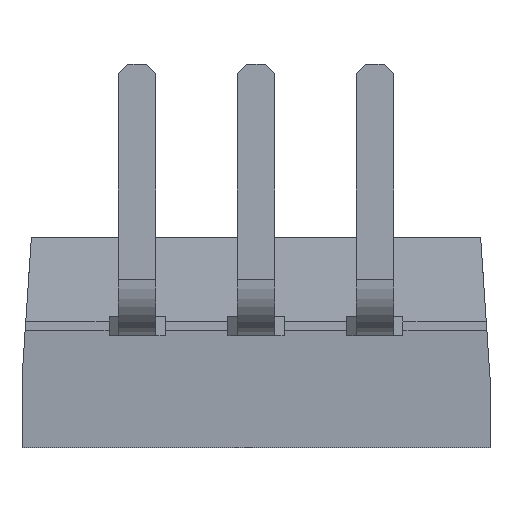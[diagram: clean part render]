
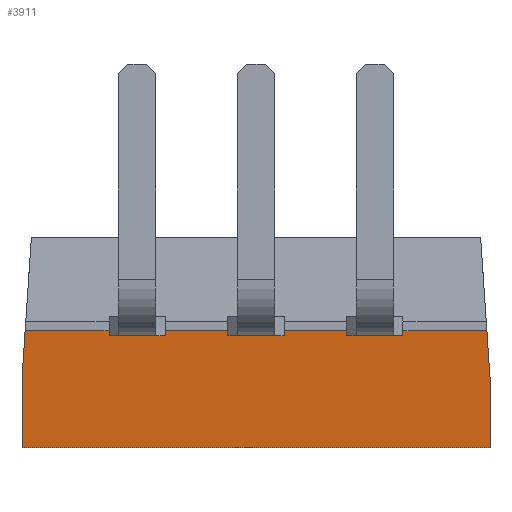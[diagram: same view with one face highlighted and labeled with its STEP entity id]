
A CAD part, front view. The second image highlights one B-rep face of the part: STEP entity #3911.
In plain terms, the highlighted planar face has unit normal (0, -0.997, -0.08).
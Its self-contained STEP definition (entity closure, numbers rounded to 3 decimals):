
#24 = VECTOR ( 'NONE', #2621, 1000. ) ;
#77 = VERTEX_POINT ( 'NONE', #1915 ) ;
#79 = DIRECTION ( 'NONE',  ( -1., 0., 0. ) ) ;
#133 = ORIENTED_EDGE ( 'NONE', *, *, #3192, .T. ) ;
#199 = VERTEX_POINT ( 'NONE', #2968 ) ;
#213 = LINE ( 'NONE', #1857, #3735 ) ;
#215 = VERTEX_POINT ( 'NONE', #2005 ) ;
#234 = ORIENTED_EDGE ( 'NONE', *, *, #3296, .T. ) ;
#240 = VECTOR ( 'NONE', #3803, 1000. ) ;
#256 = CARTESIAN_POINT ( 'NONE',  ( -5., -15.301, 2.5 ) ) ;
#265 = CARTESIAN_POINT ( 'NONE',  ( 1.94, -15.301, 2.5 ) ) ;
#289 = DIRECTION ( 'NONE',  ( 0., 0.08, -0.997 ) ) ;
#320 = CARTESIAN_POINT ( 'NONE',  ( -4.933, -15.301, 2.5 ) ) ;
#340 = ORIENTED_EDGE ( 'NONE', *, *, #2439, .T. ) ;
#348 = CARTESIAN_POINT ( 'NONE',  ( 1.94, -15.293, 2.4 ) ) ;
#364 = CARTESIAN_POINT ( 'NONE',  ( -5., -15.101, 0. ) ) ;
#391 = VECTOR ( 'NONE', #3220, 1000. ) ;
#402 = VERTEX_POINT ( 'NONE', #1565 ) ;
#405 = LINE ( 'NONE', #2458, #2535 ) ;
#552 = ORIENTED_EDGE ( 'NONE', *, *, #754, .T. ) ;
#562 = CARTESIAN_POINT ( 'NONE',  ( -0.6, -15.293, 2.4 ) ) ;
#563 = VERTEX_POINT ( 'NONE', #983 ) ;
#571 = VERTEX_POINT ( 'NONE', #265 ) ;
#597 = EDGE_CURVE ( 'NONE', #571, #2890, #895, .T. ) ;
#626 = LINE ( 'NONE', #3937, #1838 ) ;
#641 = EDGE_CURVE ( 'NONE', #2337, #77, #3023, .T. ) ;
#660 = CARTESIAN_POINT ( 'NONE',  ( -0.6, -15.293, 2.4 ) ) ;
#662 = ORIENTED_EDGE ( 'NONE', *, *, #1539, .T. ) ;
#754 = EDGE_CURVE ( 'NONE', #571, #2132, #3085, .T. ) ;
#819 = VERTEX_POINT ( 'NONE', #320 ) ;
#829 = EDGE_CURVE ( 'NONE', #2337, #904, #1285, .T. ) ;
#887 = LINE ( 'NONE', #256, #1341 ) ;
#895 = LINE ( 'NONE', #1583, #24 ) ;
#904 = VERTEX_POINT ( 'NONE', #2954 ) ;
#933 = VECTOR ( 'NONE', #289, 1000. ) ;
#965 = DIRECTION ( 'NONE',  ( 0., -0.997, -0.08 ) ) ;
#969 = LINE ( 'NONE', #1319, #1682 ) ;
#983 = CARTESIAN_POINT ( 'NONE',  ( 5., -15.101, 0. ) ) ;
#1030 = DIRECTION ( 'NONE',  ( -0.066, 0.08, -0.995 ) ) ;
#1145 = VECTOR ( 'NONE', #3582, 1000. ) ;
#1172 = EDGE_CURVE ( 'NONE', #563, #904, #2001, .T. ) ;
#1182 = CARTESIAN_POINT ( 'NONE',  ( -5., -15.101, 0. ) ) ;
#1203 = FACE_OUTER_BOUND ( 'NONE', #2699, .T. ) ;
#1224 = CARTESIAN_POINT ( 'NONE',  ( -5., -15.301, 2.5 ) ) ;
#1226 = ORIENTED_EDGE ( 'NONE', *, *, #597, .F. ) ;
#1245 = EDGE_CURVE ( 'NONE', #77, #199, #626, .T. ) ;
#1285 = LINE ( 'NONE', #3170, #3953 ) ;
#1302 = VERTEX_POINT ( 'NONE', #1400 ) ;
#1308 = LINE ( 'NONE', #660, #1145 ) ;
#1319 = CARTESIAN_POINT ( 'NONE',  ( 0.4, -15.293, 2.4 ) ) ;
#1341 = VECTOR ( 'NONE', #1917, 1000. ) ;
#1350 = VERTEX_POINT ( 'NONE', #3040 ) ;
#1391 = ORIENTED_EDGE ( 'NONE', *, *, #3994, .T. ) ;
#1400 = CARTESIAN_POINT ( 'NONE',  ( -1.94, -15.301, 2.5 ) ) ;
#1505 = VECTOR ( 'NONE', #79, 1000. ) ;
#1516 = LINE ( 'NONE', #1182, #2099 ) ;
#1539 = EDGE_CURVE ( 'NONE', #3035, #215, #1308, .T. ) ;
#1565 = CARTESIAN_POINT ( 'NONE',  ( 0.6, -15.293, 2.4 ) ) ;
#1569 = LINE ( 'NONE', #4173, #933 ) ;
#1583 = CARTESIAN_POINT ( 'NONE',  ( 1.94, -15.301, 2.5 ) ) ;
#1632 = ORIENTED_EDGE ( 'NONE', *, *, #3351, .T. ) ;
#1645 = ORIENTED_EDGE ( 'NONE', *, *, #641, .T. ) ;
#1661 = DIRECTION ( 'NONE',  ( 0., 0.08, -0.997 ) ) ;
#1666 = CARTESIAN_POINT ( 'NONE',  ( 5., -15.301, 2.5 ) ) ;
#1682 = VECTOR ( 'NONE', #2569, 1000. ) ;
#1698 = AXIS2_PLACEMENT_3D ( 'NONE', #1224, #965, #2880 ) ;
#1748 = CARTESIAN_POINT ( 'NONE',  ( -5., -15.301, 2.5 ) ) ;
#1795 = CARTESIAN_POINT ( 'NONE',  ( -5., -15.301, 2.5 ) ) ;
#1838 = VECTOR ( 'NONE', #1661, 1000. ) ;
#1857 = CARTESIAN_POINT ( 'NONE',  ( -1.94, -15.301, 2.5 ) ) ;
#1875 = ORIENTED_EDGE ( 'NONE', *, *, #1245, .T. ) ;
#1905 = CARTESIAN_POINT ( 'NONE',  ( 0.6, -15.301, 2.5 ) ) ;
#1915 = CARTESIAN_POINT ( 'NONE',  ( 3.14, -15.301, 2.5 ) ) ;
#1917 = DIRECTION ( 'NONE',  ( -1., 0., 0. ) ) ;
#1918 = EDGE_CURVE ( 'NONE', #3142, #3466, #1569, .T. ) ;
#2001 = LINE ( 'NONE', #1666, #2460 ) ;
#2005 = CARTESIAN_POINT ( 'NONE',  ( -0.6, -15.301, 2.5 ) ) ;
#2041 = VECTOR ( 'NONE', #1030, 1000. ) ;
#2071 = LINE ( 'NONE', #3780, #4161 ) ;
#2089 = DIRECTION ( 'NONE',  ( -1., 0., 0. ) ) ;
#2099 = VECTOR ( 'NONE', #3810, 1000. ) ;
#2132 = VERTEX_POINT ( 'NONE', #1905 ) ;
#2181 = VERTEX_POINT ( 'NONE', #364 ) ;
#2337 = VERTEX_POINT ( 'NONE', #3850 ) ;
#2395 = EDGE_CURVE ( 'NONE', #4139, #3466, #405, .T. ) ;
#2439 = EDGE_CURVE ( 'NONE', #3142, #819, #2677, .T. ) ;
#2458 = CARTESIAN_POINT ( 'NONE',  ( -2.94, -15.293, 2.4 ) ) ;
#2460 = VECTOR ( 'NONE', #2965, 1000. ) ;
#2528 = PLANE ( 'NONE',  #1698 ) ;
#2535 = VECTOR ( 'NONE', #2761, 1000. ) ;
#2569 = DIRECTION ( 'NONE',  ( -1., 0., 0. ) ) ;
#2621 = DIRECTION ( 'NONE',  ( 0., 0.08, -0.997 ) ) ;
#2669 = LINE ( 'NONE', #3989, #2041 ) ;
#2677 = LINE ( 'NONE', #3999, #1505 ) ;
#2699 = EDGE_LOOP ( 'NONE', ( #340, #3663, #1391, #4249, #3317, #3916, #1645, #1875, #133, #1226, #552, #2748, #3031, #662, #234, #1632, #4183, #4117 ) ) ;
#2748 = ORIENTED_EDGE ( 'NONE', *, *, #4207, .F. ) ;
#2761 = DIRECTION ( 'NONE',  ( -1., 0., 0. ) ) ;
#2824 = EDGE_CURVE ( 'NONE', #402, #3035, #969, .T. ) ;
#2880 = DIRECTION ( 'NONE',  ( 0., 0.08, -0.997 ) ) ;
#2890 = VERTEX_POINT ( 'NONE', #348 ) ;
#2893 = DIRECTION ( 'NONE',  ( 0., 0.08, -0.997 ) ) ;
#2920 = LINE ( 'NONE', #3833, #3680 ) ;
#2954 = CARTESIAN_POINT ( 'NONE',  ( 5., -15.221, 1.5 ) ) ;
#2959 = CARTESIAN_POINT ( 'NONE',  ( -1.94, -15.293, 2.4 ) ) ;
#2965 = DIRECTION ( 'NONE',  ( 0., -0.08, 0.997 ) ) ;
#2968 = CARTESIAN_POINT ( 'NONE',  ( 3.14, -15.293, 2.4 ) ) ;
#3023 = LINE ( 'NONE', #1748, #3737 ) ;
#3031 = ORIENTED_EDGE ( 'NONE', *, *, #2824, .T. ) ;
#3035 = VERTEX_POINT ( 'NONE', #562 ) ;
#3040 = CARTESIAN_POINT ( 'NONE',  ( -5., -15.221, 1.5 ) ) ;
#3085 = LINE ( 'NONE', #1795, #240 ) ;
#3102 = EDGE_CURVE ( 'NONE', #563, #2181, #1516, .T. ) ;
#3142 = VERTEX_POINT ( 'NONE', #3429 ) ;
#3158 = DIRECTION ( 'NONE',  ( 0., 0.08, -0.997 ) ) ;
#3170 = CARTESIAN_POINT ( 'NONE',  ( 4.933, -15.301, 2.5 ) ) ;
#3192 = EDGE_CURVE ( 'NONE', #199, #2890, #2071, .T. ) ;
#3220 = DIRECTION ( 'NONE',  ( 0., -0.08, 0.997 ) ) ;
#3296 = EDGE_CURVE ( 'NONE', #215, #1302, #887, .T. ) ;
#3317 = ORIENTED_EDGE ( 'NONE', *, *, #1172, .T. ) ;
#3351 = EDGE_CURVE ( 'NONE', #1302, #4139, #213, .T. ) ;
#3429 = CARTESIAN_POINT ( 'NONE',  ( -3.14, -15.301, 2.5 ) ) ;
#3466 = VERTEX_POINT ( 'NONE', #3597 ) ;
#3582 = DIRECTION ( 'NONE',  ( 0., -0.08, 0.997 ) ) ;
#3597 = CARTESIAN_POINT ( 'NONE',  ( -3.14, -15.293, 2.4 ) ) ;
#3663 = ORIENTED_EDGE ( 'NONE', *, *, #3832, .T. ) ;
#3680 = VECTOR ( 'NONE', #3158, 1000. ) ;
#3727 = DIRECTION ( 'NONE',  ( -1., 0., 0. ) ) ;
#3735 = VECTOR ( 'NONE', #2893, 1000. ) ;
#3737 = VECTOR ( 'NONE', #2089, 1000. ) ;
#3780 = CARTESIAN_POINT ( 'NONE',  ( 2.14, -15.293, 2.4 ) ) ;
#3803 = DIRECTION ( 'NONE',  ( -1., 0., 0. ) ) ;
#3810 = DIRECTION ( 'NONE',  ( -1., 0., 0. ) ) ;
#3832 = EDGE_CURVE ( 'NONE', #819, #1350, #2669, .T. ) ;
#3833 = CARTESIAN_POINT ( 'NONE',  ( -5., -15.221, 1.5 ) ) ;
#3850 = CARTESIAN_POINT ( 'NONE',  ( 4.933, -15.301, 2.5 ) ) ;
#3911 = ADVANCED_FACE ( 'NONE', ( #1203 ), #2528, .T. ) ;
#3916 = ORIENTED_EDGE ( 'NONE', *, *, #829, .F. ) ;
#3937 = CARTESIAN_POINT ( 'NONE',  ( 3.14, -15.301, 2.5 ) ) ;
#3953 = VECTOR ( 'NONE', #4203, 1000. ) ;
#3989 = CARTESIAN_POINT ( 'NONE',  ( -4.933, -15.301, 2.5 ) ) ;
#3994 = EDGE_CURVE ( 'NONE', #1350, #2181, #2920, .T. ) ;
#3999 = CARTESIAN_POINT ( 'NONE',  ( -5., -15.301, 2.5 ) ) ;
#4117 = ORIENTED_EDGE ( 'NONE', *, *, #1918, .F. ) ;
#4139 = VERTEX_POINT ( 'NONE', #2959 ) ;
#4150 = LINE ( 'NONE', #4176, #391 ) ;
#4161 = VECTOR ( 'NONE', #3727, 1000. ) ;
#4173 = CARTESIAN_POINT ( 'NONE',  ( -3.14, -15.301, 2.5 ) ) ;
#4176 = CARTESIAN_POINT ( 'NONE',  ( 0.6, -15.293, 2.4 ) ) ;
#4183 = ORIENTED_EDGE ( 'NONE', *, *, #2395, .T. ) ;
#4203 = DIRECTION ( 'NONE',  ( 0.066, 0.08, -0.995 ) ) ;
#4207 = EDGE_CURVE ( 'NONE', #402, #2132, #4150, .T. ) ;
#4249 = ORIENTED_EDGE ( 'NONE', *, *, #3102, .F. ) ;
